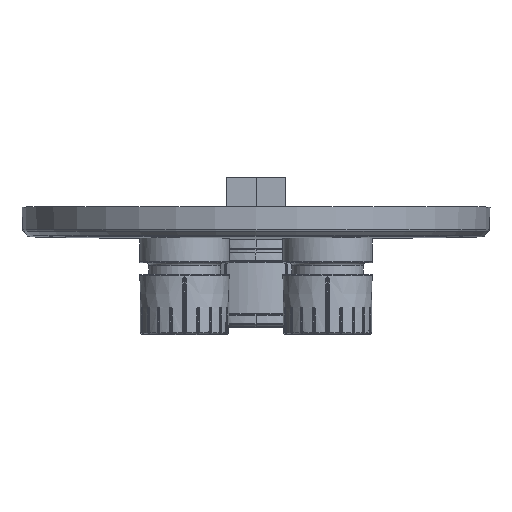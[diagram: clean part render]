
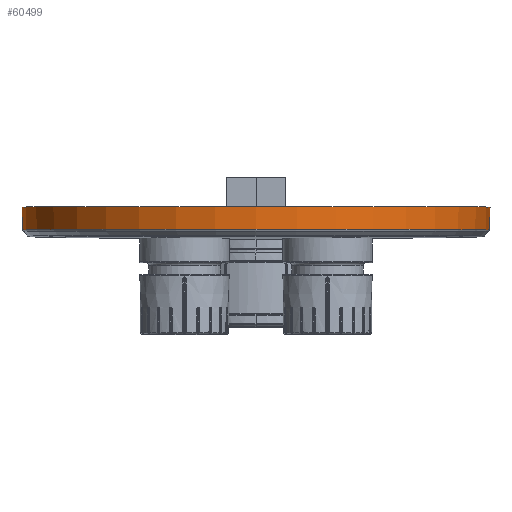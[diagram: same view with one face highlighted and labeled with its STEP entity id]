
A CAD part, top view. The second image highlights one B-rep face of the part: STEP entity #60499.
In plain terms, the highlighted conical face has half-angle 2 degrees and reference radius 78.367 mm.
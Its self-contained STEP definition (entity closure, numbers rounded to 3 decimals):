
#23623=CARTESIAN_POINT('',(0.,-7.606,0.));
#23624=DIRECTION('',(0.,1.,0.));
#23625=DIRECTION('',(-1.,0.,0.));
#23626=AXIS2_PLACEMENT_3D('',#23623,#23624,#23625);
#23647=DIRECTION('',(-0.035,-0.999,
0.));
#23648=VECTOR('',#23647,7.611);
#23649=CARTESIAN_POINT('',(78.5,0.,0.));
#23650=LINE('',#23649,#23648);
#23654=DIRECTION('',(0.035,-0.999,0.));
#23655=VECTOR('',#23654,7.611);
#23656=CARTESIAN_POINT('',(-78.5,0.,0.));
#23657=LINE('',#23656,#23655);
#23661=CARTESIAN_POINT('',(0.,0.,0.));
#23662=DIRECTION('',(0.,1.,0.));
#23663=DIRECTION('',(-1.,0.,0.));
#23664=AXIS2_PLACEMENT_3D('',#23661,#23662,#23663);
#27560=CARTESIAN_POINT('',(78.5,0.,0.));
#27561=CARTESIAN_POINT('',(78.234,-7.606,0.));
#27562=VERTEX_POINT('',#27560);
#27563=VERTEX_POINT('',#27561);
#27564=CARTESIAN_POINT('',(-78.5,0.,0.));
#27565=CARTESIAN_POINT('',(-78.234,-7.606,
0.));
#27566=VERTEX_POINT('',#27564);
#27567=VERTEX_POINT('',#27565);
#60485=CARTESIAN_POINT('',(0.,-3.803,0.));
#60486=DIRECTION('',(0.,1.,0.));
#60487=DIRECTION('',(0.,0.,1.));
#60488=AXIS2_PLACEMENT_3D('',#60485,#60486,#60487);
#60489=CONICAL_SURFACE('',#60488,78.367,2.);
#60491=ORIENTED_EDGE('',*,*,#60490,.T.);
#60492=ORIENTED_EDGE('',*,*,#60471,.F.);
#60494=ORIENTED_EDGE('',*,*,#60493,.F.);
#60496=ORIENTED_EDGE('',*,*,#60495,.T.);
#60497=EDGE_LOOP('',(#60491,#60492,#60494,#60496));
#60498=FACE_OUTER_BOUND('',#60497,.F.);
#23627=CIRCLE('',#23626,78.234);
#23665=CIRCLE('',#23664,78.5);
#60471=EDGE_CURVE('',#27567,#27563,#23627,.T.);
#60490=EDGE_CURVE('',#27562,#27563,#23650,.T.);
#60493=EDGE_CURVE('',#27566,#27567,#23657,.T.);
#60495=EDGE_CURVE('',#27566,#27562,#23665,.T.);
#60499=ADVANCED_FACE('',(#60498),#60489,.T.);
